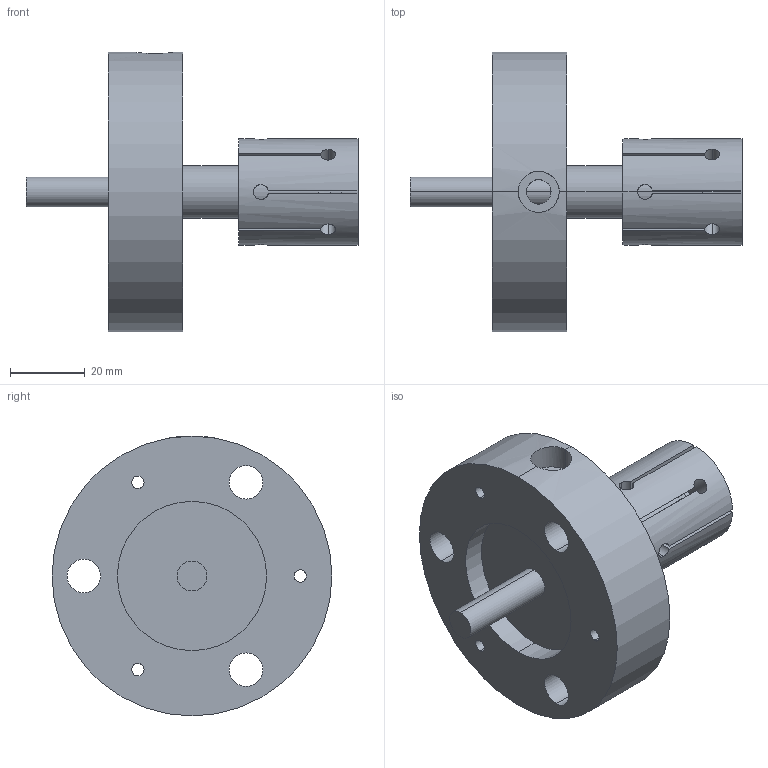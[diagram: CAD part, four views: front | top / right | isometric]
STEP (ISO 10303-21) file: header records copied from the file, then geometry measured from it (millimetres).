
FILE_DESCRIPTION (( 'STEP AP214' ), '1' );
FILE_NAME ('_DTG-2C2.STEP', '2023-12-11T02:20:10', ( '' ), ( '' ), 'SwSTEP 2.0', 'SolidWorks 2023', '' );
FILE_SCHEMA (( 'AUTOMOTIVE_DESIGN' ));
Length unit declared in the file: millimetre
Products named in the file (4): DTG-2C2-底座; _DTG-2C2; DTG-2C2-涨套; DTG-2C2-拉杆
Assembly tree (3 placements, depth 2):
  _DTG-2C2
    DTG-2C2-底座
    DTG-2C2-拉杆
    DTG-2C2-涨套
Bounding box: 89 x 75 x 75 mm (x, y, z)
Volume: 93554.8 mm3; surface area: 31230.2 mm2
Topology: 3 solids, 3 shells, 150 faces, 397 edges, 257 vertices
Faces by surface type: cylinder 75, plane 46, cone 29
Entity records: 5673 total; most frequent: CARTESIAN_POINT 1853, ORIENTED_EDGE 794, DIRECTION 752, EDGE_CURVE 397, AXIS2_PLACEMENT_3D 286, VERTEX_POINT 257, LINE 180, VECTOR 180
